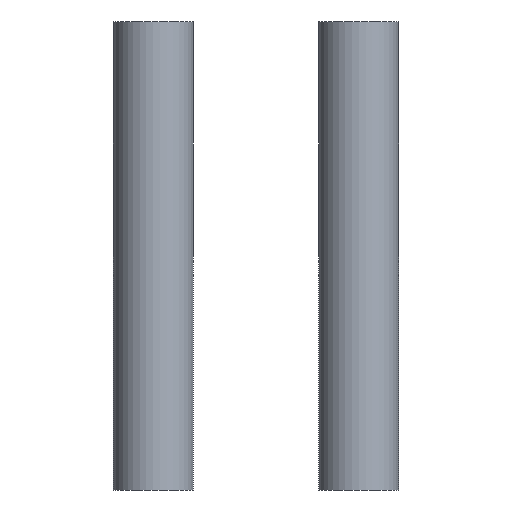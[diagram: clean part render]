
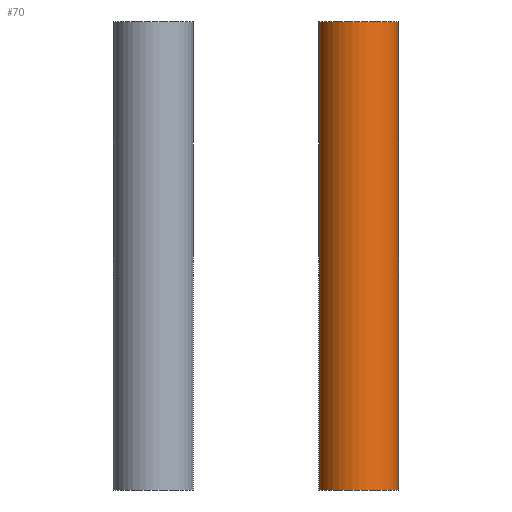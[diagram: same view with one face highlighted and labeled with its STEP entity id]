
A CAD part, left-side view. The second image highlights one B-rep face of the part: STEP entity #70.
In plain terms, the highlighted cylindrical face has radius 0.445 mm (diameter 0.889 mm), a full revolution.
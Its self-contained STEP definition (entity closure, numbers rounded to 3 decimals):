
#70=ADVANCED_FACE($,(#76,#75),#93,.T.);
#75=FACE_BOUND($,#80,.T.);
#76=FACE_OUTER_BOUND($,#79,.T.);
#79=EDGE_LOOP($,(#89));
#80=EDGE_LOOP($,(#90));
#83=CIRCLE($,#96,0.445);
#84=CIRCLE($,#97,0.445);
#85=VERTEX_POINT($,#114);
#86=VERTEX_POINT($,#116);
#87=EDGE_CURVE($,#85,#85,#83,.T.);
#88=EDGE_CURVE($,#86,#86,#84,.T.);
#89=ORIENTED_EDGE($,*,*,#87,.F.);
#90=ORIENTED_EDGE($,*,*,#88,.F.);
#93=CYLINDRICAL_SURFACE($,#95,0.445);
#95=AXIS2_PLACEMENT_3D($,#113,#102,#103);
#96=AXIS2_PLACEMENT_3D($,#115,#104,#105);
#97=AXIS2_PLACEMENT_3D($,#117,#106,#107);
#102=DIRECTION('center_axis',(0.,0.,1.));
#103=DIRECTION('ref_axis',(1.,0.,0.));
#104=DIRECTION('center_axis',(0.,0.,1.));
#105=DIRECTION('ref_axis',(1.,0.,0.));
#106=DIRECTION('center_axis',(0.,0.,-1.));
#107=DIRECTION('ref_axis',(1.,0.,0.));
#113=CARTESIAN_POINT('Origin',(2.921,-1.143,-5.207));
#114=CARTESIAN_POINT('',(2.476,-1.143,0.0));
#115=CARTESIAN_POINT('Origin',(2.921,-1.143,0.0));
#116=CARTESIAN_POINT('',(2.476,-1.143,-5.207));
#117=CARTESIAN_POINT('Origin',(2.921,-1.143,-5.207));
